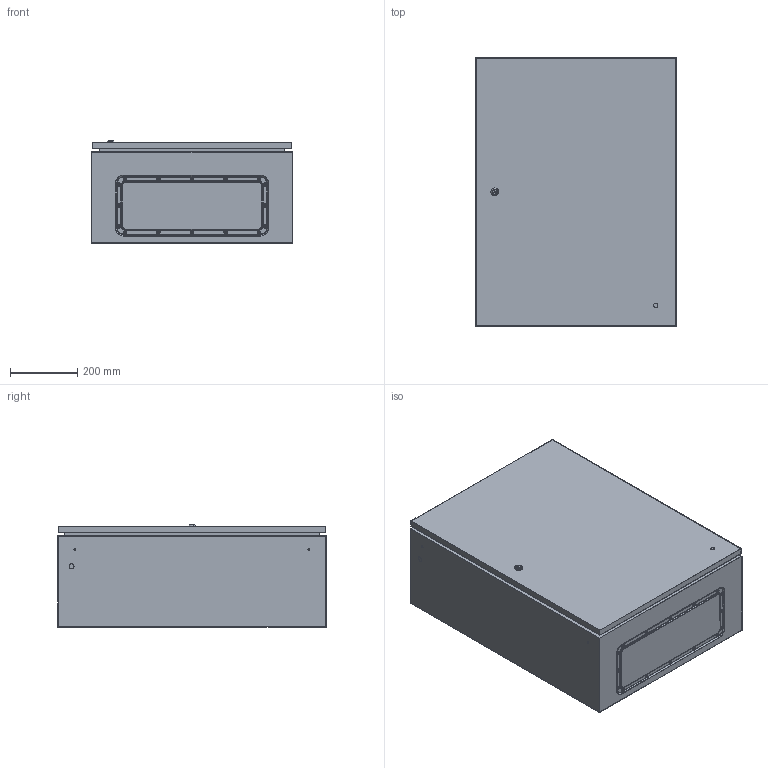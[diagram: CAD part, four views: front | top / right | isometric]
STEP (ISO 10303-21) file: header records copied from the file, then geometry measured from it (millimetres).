
FILE_DESCRIPTION (( 'STEP AP214' ), '1' );
FILE_NAME ('SHMP-80.60.30 TITAN5 IP54.STEP', '2022-09-16T10:02:22', ( '' ), ( '' ), 'SwSTEP 2.0', 'SolidWorks 2022', '' );
FILE_SCHEMA (( 'AUTOMOTIVE_DESIGN' ));
Length unit declared in the file: millimetre
Products named in the file (7): Dver_-800.600; Gaika_6; Mont.Panel_800x600; Kryshka1_450x175; SHMP-80.60.30 TITAN5 IP54; Obolochka_SHMP_ShMP-80.60.30; Винт_резьбовыдавливающий_М4х9
Assembly tree (24 placements, depth 2):
  SHMP-80.60.30 TITAN5 IP54
    Obolochka_SHMP_ShMP-80.60.30
    Mont.Panel_800x600
    Dver_-800.600
    Kryshka1_450x175
    Gaika_6  x4
    Винт_резьбовыдавливающий_М4х9  x16
Bounding box: 600 x 800.5 x 304.5 mm (x, y, z)
Volume: 2647768.8 mm3; surface area: 4750934.6 mm2
Topology: 30 solids, 30 shells, 1734 faces, 4396 edges, 2929 vertices
Faces by surface type: plane 1235, cylinder 343, torus 52, cone 40, bspline 32, sphere 32
Entity records: 37551 total; most frequent: CARTESIAN_POINT 6894, ORIENTED_EDGE 6128, DIRECTION 6093, EDGE_CURVE 3064, VECTOR 2521, LINE 2521, VERTEX_POINT 2011, AXIS2_PLACEMENT_3D 1786
